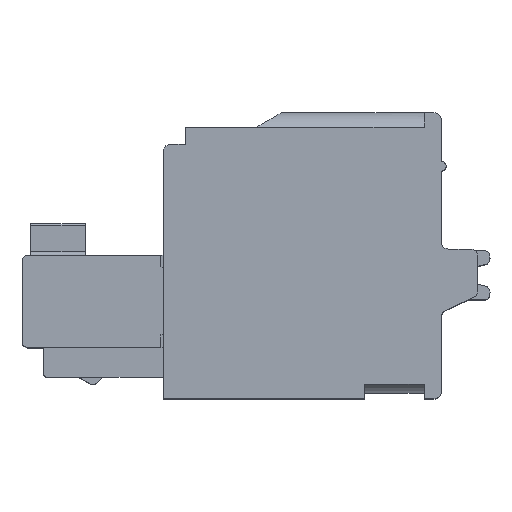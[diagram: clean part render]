
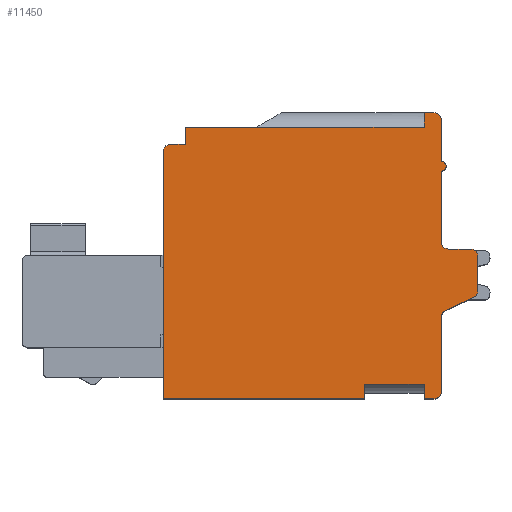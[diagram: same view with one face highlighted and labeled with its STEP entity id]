
A CAD part, top view. The second image highlights one B-rep face of the part: STEP entity #11450.
In plain terms, the highlighted planar face has unit normal (0, 0, 1).
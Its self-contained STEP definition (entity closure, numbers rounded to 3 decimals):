
#153=DIRECTION('',(0.,1.,0.));
#154=VECTOR('',#153,3.059);
#155=CARTESIAN_POINT('',(0.7,0.3,-10.));
#156=LINE('',#155,#154);
#726=DIRECTION('',(0.,-1.,0.));
#727=VECTOR('',#726,0.6);
#728=CARTESIAN_POINT('',(0.,0.6,-10.));
#729=LINE('',#728,#727);
#2225=DIRECTION('',(0.,-1.,0.));
#2226=VECTOR('',#2225,0.7);
#2227=CARTESIAN_POINT('',(-9.8,11.15,-10.));
#2228=LINE('',#2227,#2226);
#2281=DIRECTION('',(-1.,0.,0.));
#2282=VECTOR('',#2281,9.8);
#2283=CARTESIAN_POINT('',(0.,11.15,-10.));
#2284=LINE('',#2283,#2282);
#2595=CARTESIAN_POINT('',(0.7,9.55,-10.));
#2596=DIRECTION('',(0.,0.,1.));
#2597=DIRECTION('',(0.,-1.,0.));
#2598=AXIS2_PLACEMENT_3D('',#2595,#2596,#2597);
#2645=DIRECTION('',(0.,1.,0.));
#2646=VECTOR('',#2645,2.9);
#2647=CARTESIAN_POINT('',(0.7,6.45,-10.));
#2648=LINE('',#2647,#2646);
#2817=DIRECTION('',(0.,1.,0.));
#2818=VECTOR('',#2817,10.15);
#2819=CARTESIAN_POINT('',(-10.7,0.,-10.));
#2820=LINE('',#2819,#2818);
#2821=CARTESIAN_POINT('',(-10.4,10.15,-10.));
#2822=DIRECTION('',(0.,0.,-1.));
#2823=DIRECTION('',(-1.,0.,0.));
#2824=AXIS2_PLACEMENT_3D('',#2821,#2822,#2823);
#2826=DIRECTION('',(1.,0.,0.));
#2827=VECTOR('',#2826,0.6);
#2828=CARTESIAN_POINT('',(-10.4,10.45,-10.));
#2829=LINE('',#2828,#2827);
#2830=DIRECTION('',(1.,0.,0.));
#2831=VECTOR('',#2830,0.4);
#2832=CARTESIAN_POINT('',(0.,11.75,-10.));
#2833=LINE('',#2832,#2831);
#2834=CARTESIAN_POINT('',(0.4,11.45,-10.));
#2835=DIRECTION('',(0.,0.,-1.));
#2836=DIRECTION('',(0.,1.,0.));
#2837=AXIS2_PLACEMENT_3D('',#2834,#2835,#2836);
#2839=DIRECTION('',(0.,-1.,0.));
#2840=VECTOR('',#2839,1.7);
#2841=CARTESIAN_POINT('',(0.7,11.45,-10.));
#2842=LINE('',#2841,#2840);
#2843=CARTESIAN_POINT('',(1.,6.45,-10.));
#2844=DIRECTION('',(0.,0.,1.));
#2845=DIRECTION('',(-1.,0.,0.));
#2846=AXIS2_PLACEMENT_3D('',#2843,#2844,#2845);
#2848=DIRECTION('',(1.,0.,0.));
#2849=VECTOR('',#2848,0.9);
#2850=CARTESIAN_POINT('',(1.,6.15,-10.));
#2851=LINE('',#2850,#2849);
#2852=CARTESIAN_POINT('',(1.9,5.85,-10.));
#2853=DIRECTION('',(0.,0.,-1.));
#2854=DIRECTION('',(0.,1.,0.));
#2855=AXIS2_PLACEMENT_3D('',#2852,#2853,#2854);
#2857=DIRECTION('',(0.,-1.,0.));
#2858=VECTOR('',#2857,1.409);
#2859=CARTESIAN_POINT('',(2.2,5.85,-10.));
#2860=LINE('',#2859,#2858);
#2861=CARTESIAN_POINT('',(1.9,4.441,-10.));
#2862=DIRECTION('',(0.,0.,-1.));
#2863=DIRECTION('',(1.,0.,0.));
#2864=AXIS2_PLACEMENT_3D('',#2861,#2862,#2863);
#2866=DIRECTION('',(-0.906,-0.423,0.));
#2867=VECTOR('',#2866,1.273);
#2868=CARTESIAN_POINT('',(2.027,4.169,-10.));
#2869=LINE('',#2868,#2867);
#2870=CARTESIAN_POINT('',(1.,3.359,-10.));
#2871=DIRECTION('',(0.,0.,1.));
#2872=DIRECTION('',(-0.423,0.906,0.));
#2873=AXIS2_PLACEMENT_3D('',#2870,#2871,#2872);
#2875=CARTESIAN_POINT('',(0.4,0.3,-10.));
#2876=DIRECTION('',(0.,0.,-1.));
#2877=DIRECTION('',(1.,0.,0.));
#2878=AXIS2_PLACEMENT_3D('',#2875,#2876,#2877);
#2880=DIRECTION('',(-1.,0.,0.));
#2881=VECTOR('',#2880,0.4);
#2882=CARTESIAN_POINT('',(0.4,0.,-10.));
#2883=LINE('',#2882,#2881);
#2884=DIRECTION('',(0.,-1.,0.));
#2885=VECTOR('',#2884,0.6);
#2886=CARTESIAN_POINT('',(-2.45,0.6,-10.));
#2887=LINE('',#2886,#2885);
#2888=DIRECTION('',(-1.,0.,0.));
#2889=VECTOR('',#2888,8.25);
#2890=CARTESIAN_POINT('',(-2.45,0.,-10.));
#2891=LINE('',#2890,#2889);
#3123=DIRECTION('',(0.,-1.,0.));
#3124=VECTOR('',#3123,0.6);
#3125=CARTESIAN_POINT('',(0.,11.75,-10.));
#3126=LINE('',#3125,#3124);
#3189=DIRECTION('',(1.,0.,0.));
#3190=VECTOR('',#3189,2.45);
#3191=CARTESIAN_POINT('',(-2.45,0.6,-10.));
#3192=LINE('',#3191,#3190);
#7187=CARTESIAN_POINT('',(-2.45,0.,-10.));
#7188=CARTESIAN_POINT('',(-10.7,0.,-10.));
#7189=VERTEX_POINT('',#7187);
#7190=VERTEX_POINT('',#7188);
#7243=CARTESIAN_POINT('',(-10.7,10.15,-10.));
#7244=VERTEX_POINT('',#7243);
#7385=CARTESIAN_POINT('',(-9.8,11.15,-10.));
#7386=CARTESIAN_POINT('',(-9.8,10.45,-10.));
#7387=VERTEX_POINT('',#7385);
#7388=VERTEX_POINT('',#7386);
#7405=CARTESIAN_POINT('',(0.,11.15,-10.));
#7406=VERTEX_POINT('',#7405);
#7425=CARTESIAN_POINT('',(0.,11.75,-10.));
#7426=CARTESIAN_POINT('',(0.4,11.75,-10.));
#7427=VERTEX_POINT('',#7425);
#7428=VERTEX_POINT('',#7426);
#7429=CARTESIAN_POINT('',(0.7,11.45,-10.));
#7430=VERTEX_POINT('',#7429);
#7439=CARTESIAN_POINT('',(0.7,9.75,-10.));
#7440=VERTEX_POINT('',#7439);
#7449=CARTESIAN_POINT('',(0.7,6.45,-10.));
#7450=VERTEX_POINT('',#7449);
#7451=CARTESIAN_POINT('',(0.7,9.35,-10.));
#7452=VERTEX_POINT('',#7451);
#7467=CARTESIAN_POINT('',(0.7,0.3,-10.));
#7468=CARTESIAN_POINT('',(0.7,3.359,-10.));
#7469=VERTEX_POINT('',#7467);
#7470=VERTEX_POINT('',#7468);
#7505=CARTESIAN_POINT('',(0.4,0.,-10.));
#7506=VERTEX_POINT('',#7505);
#7507=CARTESIAN_POINT('',(0.,0.,-10.));
#7508=VERTEX_POINT('',#7507);
#7510=CARTESIAN_POINT('',(0.,0.6,-10.));
#7512=VERTEX_POINT('',#7510);
#7517=CARTESIAN_POINT('',(-2.45,0.6,-10.));
#7518=VERTEX_POINT('',#7517);
#7521=CARTESIAN_POINT('',(-10.4,10.45,-10.));
#7522=VERTEX_POINT('',#7521);
#7523=CARTESIAN_POINT('',(1.,6.15,-10.));
#7524=VERTEX_POINT('',#7523);
#7525=CARTESIAN_POINT('',(1.9,6.15,-10.));
#7526=VERTEX_POINT('',#7525);
#7527=CARTESIAN_POINT('',(2.2,5.85,-10.));
#7528=VERTEX_POINT('',#7527);
#7529=CARTESIAN_POINT('',(2.2,4.441,-10.));
#7530=VERTEX_POINT('',#7529);
#7531=CARTESIAN_POINT('',(2.027,4.169,-10.));
#7532=VERTEX_POINT('',#7531);
#7533=CARTESIAN_POINT('',(0.873,3.631,-10.));
#7534=VERTEX_POINT('',#7533);
#11408=CARTESIAN_POINT('',(-1.384,8.507,-10.));
#11409=DIRECTION('',(0.,0.,1.));
#11410=DIRECTION('',(1.,0.,0.));
#11411=AXIS2_PLACEMENT_3D('',#11408,#11409,#11410);
#11412=PLANE('',#11411);
#11413=ORIENTED_EDGE('',*,*,#9176,.T.);
#11415=ORIENTED_EDGE('',*,*,#11414,.T.);
#11417=ORIENTED_EDGE('',*,*,#11416,.T.);
#11418=ORIENTED_EDGE('',*,*,#10634,.F.);
#11419=ORIENTED_EDGE('',*,*,#10693,.F.);
#11421=ORIENTED_EDGE('',*,*,#11420,.F.);
#11422=ORIENTED_EDGE('',*,*,#11059,.T.);
#11423=ORIENTED_EDGE('',*,*,#11082,.T.);
#11424=ORIENTED_EDGE('',*,*,#11105,.T.);
#11425=ORIENTED_EDGE('',*,*,#11144,.F.);
#11426=ORIENTED_EDGE('',*,*,#11179,.F.);
#11428=ORIENTED_EDGE('',*,*,#11427,.T.);
#11430=ORIENTED_EDGE('',*,*,#11429,.T.);
#11432=ORIENTED_EDGE('',*,*,#11431,.T.);
#11434=ORIENTED_EDGE('',*,*,#11433,.T.);
#11436=ORIENTED_EDGE('',*,*,#11435,.T.);
#11438=ORIENTED_EDGE('',*,*,#11437,.T.);
#11439=ORIENTED_EDGE('',*,*,#11399,.T.);
#11440=ORIENTED_EDGE('',*,*,#7845,.F.);
#11441=ORIENTED_EDGE('',*,*,#8450,.T.);
#11442=ORIENTED_EDGE('',*,*,#8465,.T.);
#11443=ORIENTED_EDGE('',*,*,#8484,.F.);
#11445=ORIENTED_EDGE('',*,*,#11444,.F.);
#11446=ORIENTED_EDGE('',*,*,#8526,.T.);
#11447=ORIENTED_EDGE('',*,*,#8557,.T.);
#11448=EDGE_LOOP('',(#11413,#11415,#11417,#11418,#11419,#11421,#11422,#11423,
#11424,#11425,#11426,#11428,#11430,#11432,#11434,#11436,#11438,#11439,#11440,
#11441,#11442,#11443,#11445,#11446,#11447));
#11449=FACE_OUTER_BOUND('',#11448,.F.);
#2599=CIRCLE('',#2598,0.2);
#2825=CIRCLE('',#2824,0.3);
#2838=CIRCLE('',#2837,0.3);
#2847=CIRCLE('',#2846,0.3);
#2856=CIRCLE('',#2855,0.3);
#2865=CIRCLE('',#2864,0.3);
#2874=CIRCLE('',#2873,0.3);
#2879=CIRCLE('',#2878,0.3);
#7845=EDGE_CURVE('',#7469,#7470,#156,.T.);
#8450=EDGE_CURVE('',#7469,#7506,#2879,.T.);
#8465=EDGE_CURVE('',#7506,#7508,#2883,.T.);
#8484=EDGE_CURVE('',#7512,#7508,#729,.T.);
#8526=EDGE_CURVE('',#7518,#7189,#2887,.T.);
#8557=EDGE_CURVE('',#7189,#7190,#2891,.T.);
#9176=EDGE_CURVE('',#7190,#7244,#2820,.T.);
#10634=EDGE_CURVE('',#7387,#7388,#2228,.T.);
#10693=EDGE_CURVE('',#7406,#7387,#2284,.T.);
#11059=EDGE_CURVE('',#7427,#7428,#2833,.T.);
#11082=EDGE_CURVE('',#7428,#7430,#2838,.T.);
#11105=EDGE_CURVE('',#7430,#7440,#2842,.T.);
#11144=EDGE_CURVE('',#7452,#7440,#2599,.T.);
#11179=EDGE_CURVE('',#7450,#7452,#2648,.T.);
#11399=EDGE_CURVE('',#7534,#7470,#2874,.T.);
#11414=EDGE_CURVE('',#7244,#7522,#2825,.T.);
#11416=EDGE_CURVE('',#7522,#7388,#2829,.T.);
#11420=EDGE_CURVE('',#7427,#7406,#3126,.T.);
#11427=EDGE_CURVE('',#7450,#7524,#2847,.T.);
#11429=EDGE_CURVE('',#7524,#7526,#2851,.T.);
#11431=EDGE_CURVE('',#7526,#7528,#2856,.T.);
#11433=EDGE_CURVE('',#7528,#7530,#2860,.T.);
#11435=EDGE_CURVE('',#7530,#7532,#2865,.T.);
#11437=EDGE_CURVE('',#7532,#7534,#2869,.T.);
#11444=EDGE_CURVE('',#7518,#7512,#3192,.T.);
#11450=ADVANCED_FACE('',(#11449),#11412,.T.);
